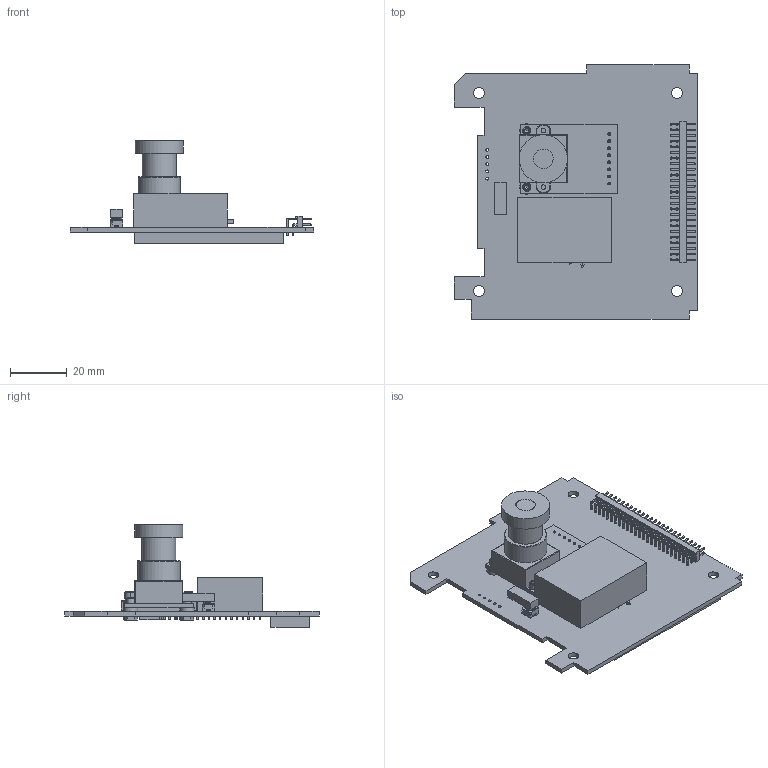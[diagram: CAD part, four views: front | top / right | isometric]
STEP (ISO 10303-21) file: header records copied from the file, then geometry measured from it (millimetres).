
FILE_DESCRIPTION(/* description */ (''),/* implementation_level */ '2;1');
FILE_NAME(/* name */ 'B4_EM_MB2 v29.step',/* time_stamp */ '2021-05-20T07:28:10+09:00',/* author */ (''),/* organization */ (''),/* preprocessor_version */ 'ST-DEVELOPER v18.1',/* originating_system */ 'Autodesk Translation Framework v10.6.0.1341',/* authorisation */ '');
FILE_SCHEMA (('AUTOMOTIVE_DESIGN { 1 0 10303 214 3 1 1 }'));
Length unit declared in the file: millimetre
Products named in the file (20): B4_EM_MB2; B3_internal_board_mission; ArduCam; ArduCam1; ArduCam2; ArduCam3; ArduCam4; ArduCam_Board; ArduCam_pin; B3_50pinL; Radiometrix_SF; ATMega; CSM-8Q_8Hz_CrysOsc_CAM; CSM-8Q_8Hz_CrysOsc_ICU; MMCX_HNT; 908-22101t; Cable_Head; SNSS-M2-6-SD; SHNS-M2; Spacers
Assembly tree (21 placements, depth 3):
  B4_EM_MB2
    B3_internal_board_mission
    ArduCam
      ArduCam1
      ArduCam2
      ArduCam3
      ArduCam4
      ArduCam_Board
      ArduCam_pin
    B3_50pinL
    Radiometrix_SF
    ATMega
    CSM-8Q_8Hz_CrysOsc_CAM
    CSM-8Q_8Hz_CrysOsc_ICU
    MMCX_HNT
      908-22101t
      Cable_Head
    SNSS-M2-6-SD  x2
    SHNS-M2  x2
    Spacers
Bounding box: 86 x 90 x 36.3 mm (x, y, z)
Volume: 22190.4 mm3; surface area: 29820.9 mm2
Topology: 19 solids, 150 shells, 1605 faces, 4070 edges, 2762 vertices
Faces by surface type: plane 856, cylinder 653, cone 73, bspline 12, sphere 6, torus 5
Full cylindrical faces by diameter (mm): 0.65 x8, 0.75 x44, 0.755 x2, 0.762 x2, 0.768 x2, 1 x9, 1.016 x5, 1.567 x2, 1.6 x4, 2 x3, 2.4 x2, 3 x7, 3.5 x1, 3.8 x4, 3.9 x1, 4.5 x1, 5 x2, 6.5 x1, 12 x2, 15 x1, 17 x1
Entity records: 48075 total; most frequent: CARTESIAN_POINT 8821, DIRECTION 8101, ORIENTED_EDGE 7152, EDGE_CURVE 3967, LINE 2905, VECTOR 2905, VERTEX_POINT 2705, AXIS2_PLACEMENT_3D 2598
